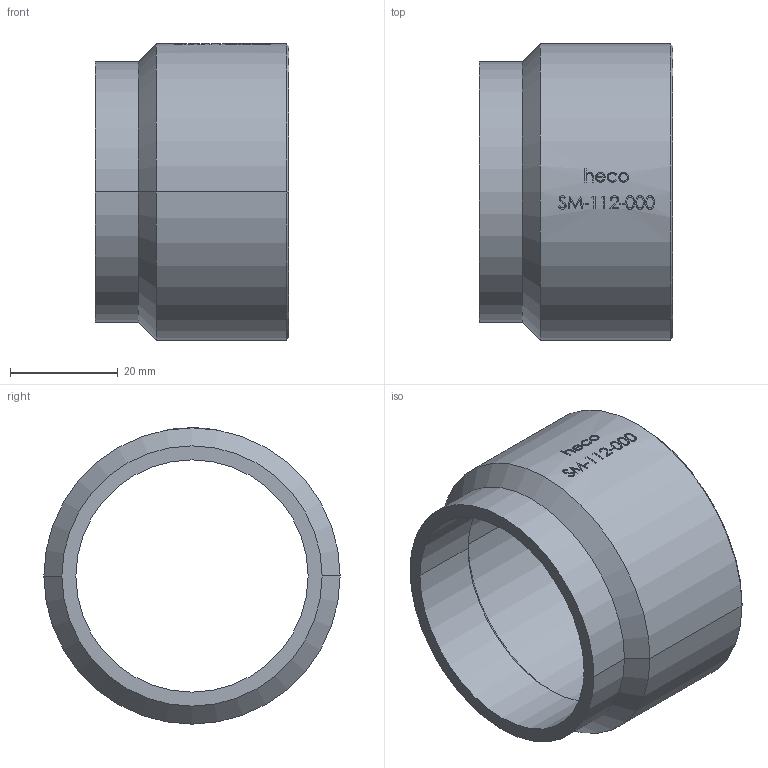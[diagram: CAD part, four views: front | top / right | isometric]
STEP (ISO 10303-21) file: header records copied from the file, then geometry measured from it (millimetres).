
FILE_DESCRIPTION (( 'STEP AP214' ), '1' );
FILE_NAME ('SM-112-000-x Schweißmuffe heco.STEP', '2018-05-17T08:51:16', ( '' ), ( '' ), 'SwSTEP 2.0', 'SolidWorks 2016', '' );
FILE_SCHEMA (( 'AUTOMOTIVE_DESIGN' ));
Length unit declared in the file: millimetre
Products named in the file (1): SM-112-000-x Schweißmuffe heco
Bounding box: 36 x 55 x 55 mm (x, y, z)
Volume: 24792.7 mm3; surface area: 12296 mm2
Topology: 1 solids, 1 shells, 174 faces, 447 edges, 294 vertices
Faces by surface type: bspline 100, plane 39, cylinder 27, cone 8
Entity records: 18146 total; most frequent: CARTESIAN_POINT 13086, ORIENTED_EDGE 894, EDGE_CURVE 447, DIRECTION 332, B_SPLINE_CURVE_WITH_KNOTS 313, VERTEX_POINT 294, EDGE_LOOP 195, ADVANCED_FACE 174
